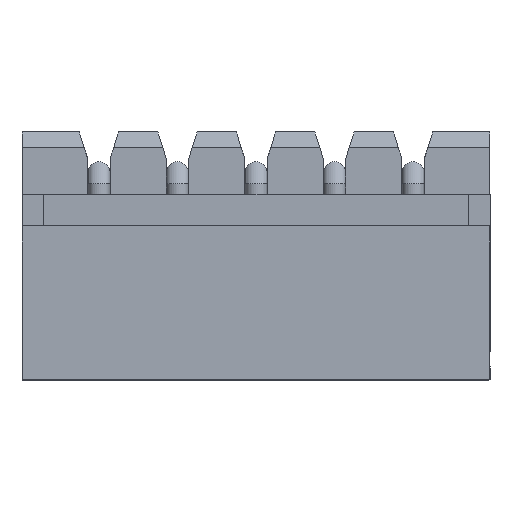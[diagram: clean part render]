
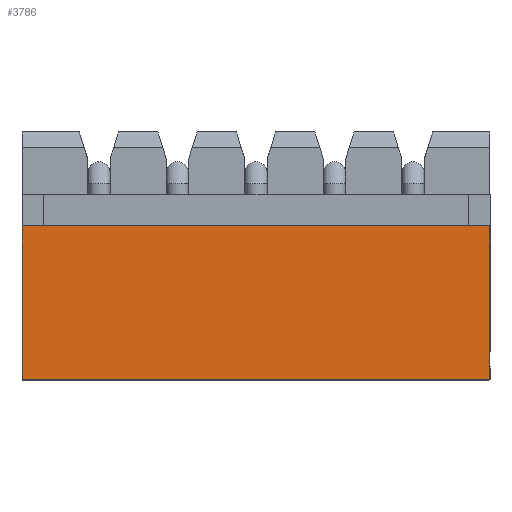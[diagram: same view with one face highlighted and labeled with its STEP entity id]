
A CAD part, top view. The second image highlights one B-rep face of the part: STEP entity #3786.
In plain terms, the highlighted planar face has unit normal (0, 0, 1).
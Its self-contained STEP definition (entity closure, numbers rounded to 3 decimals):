
#1687 = VERTEX_POINT('',#1688);
#1688 = CARTESIAN_POINT('',(-2.45,-1.7,4.9)
  );
#1694 = EDGE_CURVE('',#1695,#1687,#1697,.T.);
#1695 = VERTEX_POINT('',#1696);
#1696 = CARTESIAN_POINT('',(12.45,-1.7,4.9)
  );
#1697 = LINE('',#1698,#1699);
#1698 = CARTESIAN_POINT('',(12.45,-1.7,4.9));
#1699 = VECTOR('',#1700,1.);
#1700 = DIRECTION('',(-1.,0.,0.));
#3766 = VERTEX_POINT('',#3767);
#3767 = CARTESIAN_POINT('',(-2.45,-6.6,4.9)
  );
#3773 = EDGE_CURVE('',#1687,#3766,#3774,.T.);
#3774 = LINE('',#3775,#3776);
#3775 = CARTESIAN_POINT('',(-2.45,-1.7,4.9));
#3776 = VECTOR('',#3777,1.);
#3777 = DIRECTION('',(0.,-1.,0.));
#3786 = ADVANCED_FACE('',(#3787),#3805,.T.);
#3787 = FACE_BOUND('',#3788,.T.);
#3788 = EDGE_LOOP('',(#3789,#3790,#3798,#3804));
#3789 = ORIENTED_EDGE('',*,*,#3773,.T.);
#3790 = ORIENTED_EDGE('',*,*,#3791,.F.);
#3791 = EDGE_CURVE('',#3792,#3766,#3794,.T.);
#3792 = VERTEX_POINT('',#3793);
#3793 = CARTESIAN_POINT('',(12.45,-6.6,4.9)
  );
#3794 = LINE('',#3795,#3796);
#3795 = CARTESIAN_POINT('',(12.45,-6.6,4.9)
  );
#3796 = VECTOR('',#3797,1.);
#3797 = DIRECTION('',(-1.,0.,0.));
#3798 = ORIENTED_EDGE('',*,*,#3799,.F.);
#3799 = EDGE_CURVE('',#1695,#3792,#3800,.T.);
#3800 = LINE('',#3801,#3802);
#3801 = CARTESIAN_POINT('',(12.45,-1.7,4.9));
#3802 = VECTOR('',#3803,1.);
#3803 = DIRECTION('',(0.,-1.,0.));
#3804 = ORIENTED_EDGE('',*,*,#1694,.T.);
#3805 = PLANE('',#3806);
#3806 = AXIS2_PLACEMENT_3D('',#3807,#3808,#3809);
#3807 = CARTESIAN_POINT('',(12.45,-0.7,4.9)
  );
#3808 = DIRECTION('',(0.,0.,1.));
#3809 = DIRECTION('',(-1.,0.,0.));
